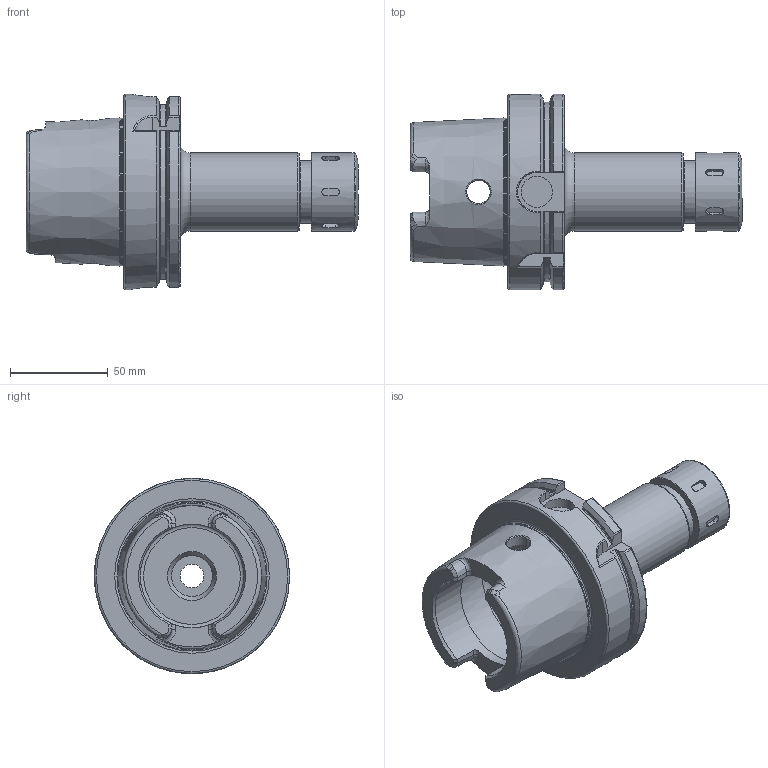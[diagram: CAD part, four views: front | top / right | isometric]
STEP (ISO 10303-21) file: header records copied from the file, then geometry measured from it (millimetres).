
FILE_DESCRIPTION(/* description */ (''),/* implementation_level */ '2;1');
FILE_NAME(/* name */ 'HSK100A-SX16-120.stp',/* time_stamp */ '2019-06-20T11:49:17-05:00',/* author */ ('ldfli'),/* organization */ ('Pioneer N.A.'),/* preprocessor_version */ 'ST-DEVELOPER v18',/* originating_system */ 'Autodesk Inventor LT',/* authorisation */ '');
FILE_SCHEMA (('AUTOMOTIVE_DESIGN { 1 0 10303 214 3 1 1 }'));
Length unit declared in the file: millimetre
Products named in the file (1): HSK100A-SX16-120
Bounding box: 170 x 100 x 100 mm (x, y, z)
Volume: 335494.8 mm3; surface area: 71092.5 mm2
Topology: 2 solids, 2 shells, 222 faces, 628 edges, 425 vertices
Faces by surface type: plane 80, cylinder 47, bspline 46, torus 25, cone 24
Full cylindrical faces by diameter (mm): 10 x1, 12 x3, 16 x1, 16.376 x1, 19.8 x1, 20.6 x1, 21 x1, 22 x1, 26 x1, 30.5 x1, 32 x1, 32.2 x1, 32.5 x1, 40 x2, 53 x2, 63 x1, 75.519 x1, 100 x1
Entity records: 10478 total; most frequent: CARTESIAN_POINT 4915, ORIENTED_EDGE 1260, DIRECTION 1030, EDGE_CURVE 630, VERTEX_POINT 427, AXIS2_PLACEMENT_3D 402, EDGE_LOOP 245, LINE 226
